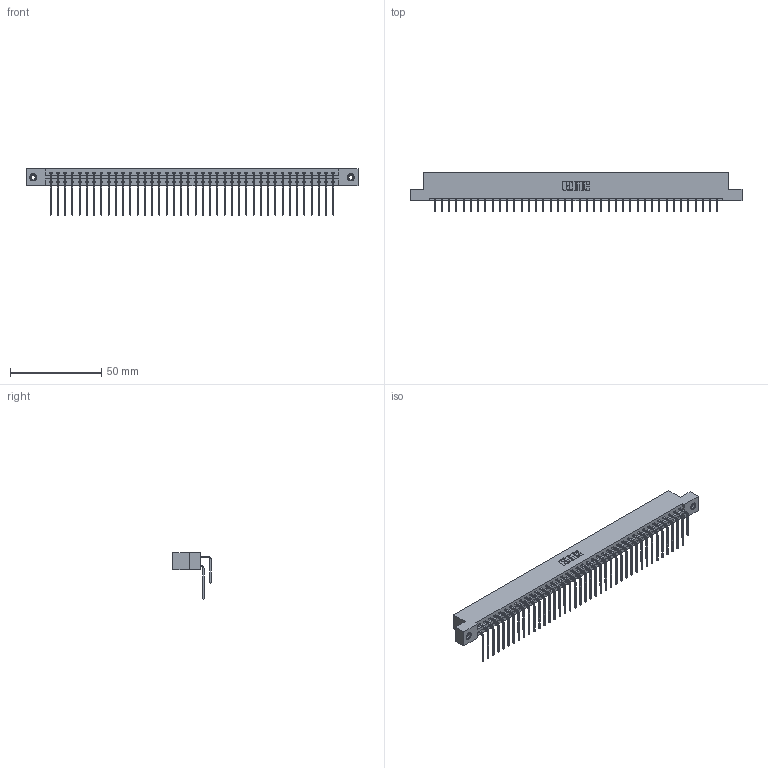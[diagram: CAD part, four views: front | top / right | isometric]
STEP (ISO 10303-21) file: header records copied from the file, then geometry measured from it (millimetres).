
FILE_DESCRIPTION (( 'STEP AP203' ), '1' );
FILE_NAME ('387-080-559-208.STEP', '2019-10-22T22:52:39', ( '' ), ( '' ), 'SwSTEP 2.0', 'SolidWorks 2016', '' );
FILE_SCHEMA (( 'CONFIG_CONTROL_DESIGN' ));
Length unit declared in the file: inch
Products named in the file (5): 345-292-001_559 Tail - 2; 387-080-559-208; 345-250-001_345-250-003-102; 345-292-001_558 559 Tail - 1; 337 Part_Flush Mounting Lugs - 0.156 Dia-TI
Assembly tree (83 placements, depth 2):
  387-080-559-208
    337 Part_Flush Mounting Lugs - 0.156 Dia-TI
    345-292-001_558 559 Tail - 1  x40
    345-292-001_559 Tail - 2  x40
    345-250-001_345-250-003-102  x2
Bounding box: 181.51 x 20.9 x 25.53 mm (x, y, z)
Volume: 19557.2 mm3; surface area: 24431.2 mm2
Topology: 83 solids, 83 shells, 4654 faces, 13807 edges, 9090 vertices
Faces by surface type: plane 3302, cylinder 1336, cone 12, torus 4
Entity records: 34242 total; most frequent: CARTESIAN_POINT 5796, ORIENTED_EDGE 5674, DIRECTION 4947, EDGE_CURVE 2837, LINE 2649, VECTOR 2649, VERTEX_POINT 1884, AXIS2_PLACEMENT_3D 1149
